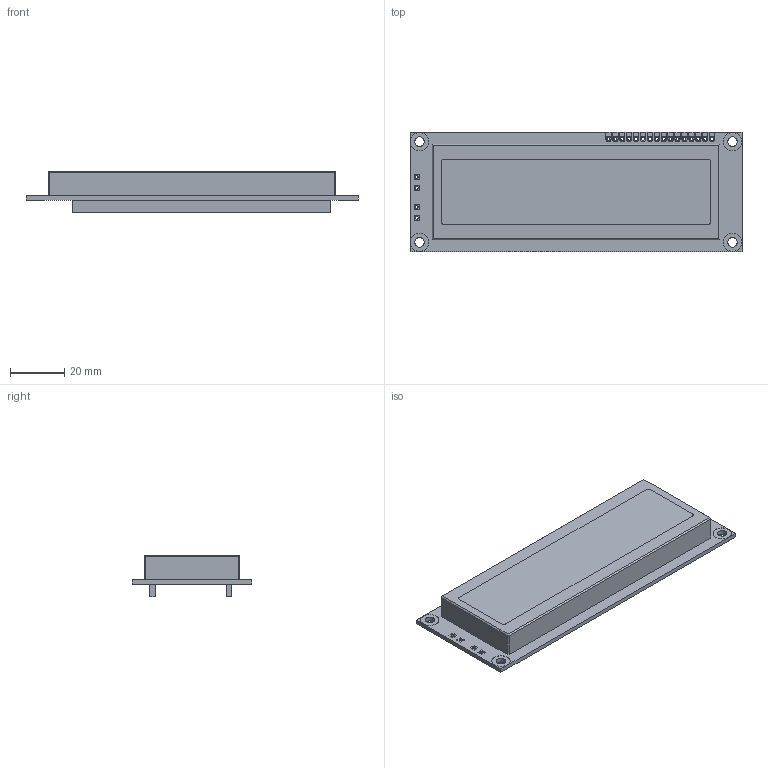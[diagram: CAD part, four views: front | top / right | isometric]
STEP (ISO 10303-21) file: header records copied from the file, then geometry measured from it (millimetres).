
FILE_DESCRIPTION(('FreeCAD Model'),'2;1');
FILE_NAME('Fusion032_sp.step','2017-07-10T06:28:54',('kicad StepUp'),('ksu MCAD'), 'Open CASCADE STEP processor 7.1','FreeCAD','Unknown');
FILE_SCHEMA(('AUTOMOTIVE_DESIGN { 1 0 10303 214 1 1 1 1 }'));
Length unit declared in the file: millimetre
Products named in the file (1): Fusion032_sp
Bounding box: 122 x 44 x 15.2 mm (x, y, z)
Volume: 43743.6 mm3; surface area: 15602.4 mm2
Topology: 1 solids, 1 shells, 214 faces, 504 edges, 308 vertices
Faces by surface type: plane 138, cylinder 76
Full cylindrical faces by diameter (mm): 1.1 x40, 3.5 x12, 6.76 x8
Entity records: 4011 total; most frequent: ORIENTED_EDGE 797, EDGE_CURVE 504, CARTESIAN_POINT 454, LINE 320, VERTEX_POINT 308, FACE_BOUND 278, EDGE_LOOP 278, AXIS2_PLACEMENT_3D 219
